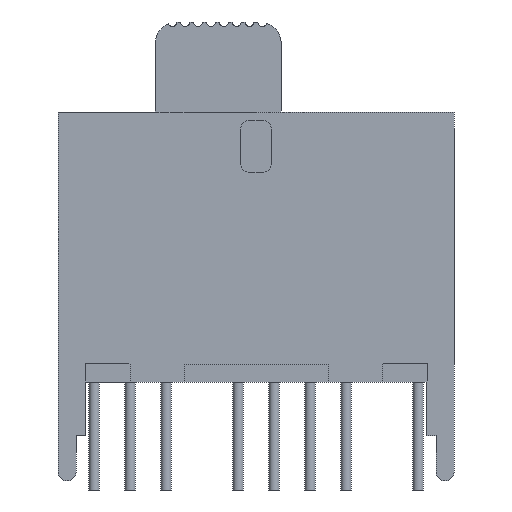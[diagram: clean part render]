
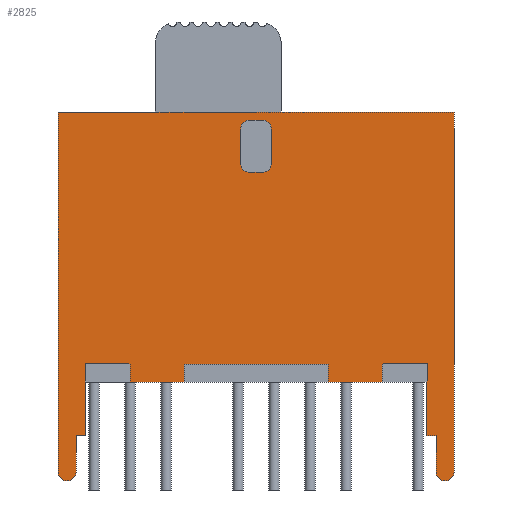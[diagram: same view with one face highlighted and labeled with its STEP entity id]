
A CAD part, front view. The second image highlights one B-rep face of the part: STEP entity #2825.
In plain terms, the highlighted planar face has unit normal (0, -1, 0).
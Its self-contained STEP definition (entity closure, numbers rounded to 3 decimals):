
#97=FACE_BOUND('',#422,.T.);
#108=CIRCLE('',#3011,0.5);
#112=CIRCLE('',#3018,0.5);
#113=CIRCLE('',#3021,0.5);
#114=CIRCLE('',#3023,0.5);
#127=CIRCLE('',#3060,0.5);
#128=CIRCLE('',#3061,0.5);
#241=FACE_OUTER_BOUND('',#421,.T.);
#421=EDGE_LOOP('',(#2111,#2112,#2113,#2114,#2115,#2116,#2117,#2118,#2119,
#2120,#2121,#2122,#2123,#2124,#2125,#2126,#2127,#2128,#2129,#2130,#2131,
#2132));
#422=EDGE_LOOP('',(#2133,#2134,#2135,#2136,#2137,#2138,#2139,#2140));
#608=LINE('',#4193,#924);
#631=LINE('',#4239,#947);
#642=LINE('',#4272,#958);
#647=LINE('',#4283,#963);
#666=LINE('',#4343,#982);
#667=LINE('',#4345,#983);
#694=LINE('',#4412,#1010);
#695=LINE('',#4414,#1011);
#696=LINE('',#4416,#1012);
#697=LINE('',#4417,#1013);
#698=LINE('',#4419,#1014);
#699=LINE('',#4421,#1015);
#700=LINE('',#4423,#1016);
#701=LINE('',#4425,#1017);
#702=LINE('',#4427,#1018);
#703=LINE('',#4429,#1019);
#704=LINE('',#4430,#1020);
#705=LINE('',#4432,#1021);
#706=LINE('',#4434,#1022);
#707=LINE('',#4436,#1023);
#708=LINE('',#4438,#1024);
#709=LINE('',#4442,#1025);
#710=LINE('',#4444,#1026);
#711=LINE('',#4445,#1027);
#924=VECTOR('',#3336,10.);
#947=VECTOR('',#3375,10.);
#958=VECTOR('',#3404,10.);
#963=VECTOR('',#3415,10.);
#982=VECTOR('',#3480,10.);
#983=VECTOR('',#3483,10.);
#1010=VECTOR('',#3544,10.);
#1011=VECTOR('',#3545,10.);
#1012=VECTOR('',#3546,10.);
#1013=VECTOR('',#3547,10.);
#1014=VECTOR('',#3548,10.);
#1015=VECTOR('',#3549,10.);
#1016=VECTOR('',#3550,10.);
#1017=VECTOR('',#3551,10.);
#1018=VECTOR('',#3552,10.);
#1019=VECTOR('',#3553,10.);
#1020=VECTOR('',#3554,10.);
#1021=VECTOR('',#3555,10.);
#1022=VECTOR('',#3556,10.);
#1023=VECTOR('',#3557,10.);
#1024=VECTOR('',#3558,10.);
#1025=VECTOR('',#3561,10.);
#1026=VECTOR('',#3562,10.);
#1027=VECTOR('',#3563,10.);
#1224=VERTEX_POINT('',#4190);
#1225=VERTEX_POINT('',#4192);
#1239=VERTEX_POINT('',#4236);
#1240=VERTEX_POINT('',#4238);
#1245=VERTEX_POINT('',#4251);
#1246=VERTEX_POINT('',#4253);
#1253=VERTEX_POINT('',#4271);
#1254=VERTEX_POINT('',#4275);
#1255=VERTEX_POINT('',#4277);
#1256=VERTEX_POINT('',#4281);
#1257=VERTEX_POINT('',#4285);
#1258=VERTEX_POINT('',#4289);
#1295=VERTEX_POINT('',#4408);
#1296=VERTEX_POINT('',#4409);
#1297=VERTEX_POINT('',#4411);
#1298=VERTEX_POINT('',#4413);
#1299=VERTEX_POINT('',#4415);
#1300=VERTEX_POINT('',#4418);
#1301=VERTEX_POINT('',#4420);
#1302=VERTEX_POINT('',#4422);
#1303=VERTEX_POINT('',#4424);
#1304=VERTEX_POINT('',#4426);
#1305=VERTEX_POINT('',#4428);
#1306=VERTEX_POINT('',#4431);
#1307=VERTEX_POINT('',#4433);
#1308=VERTEX_POINT('',#4435);
#1309=VERTEX_POINT('',#4437);
#1310=VERTEX_POINT('',#4439);
#1311=VERTEX_POINT('',#4441);
#1312=VERTEX_POINT('',#4443);
#1501=EDGE_CURVE('',#1224,#1225,#608,.T.);
#1525=EDGE_CURVE('',#1239,#1240,#631,.T.);
#1532=EDGE_CURVE('',#1245,#1246,#108,.T.);
#1541=EDGE_CURVE('',#1253,#1246,#642,.T.);
#1544=EDGE_CURVE('',#1254,#1255,#112,.T.);
#1547=EDGE_CURVE('',#1254,#1256,#647,.T.);
#1548=EDGE_CURVE('',#1253,#1257,#113,.T.);
#1551=EDGE_CURVE('',#1258,#1256,#114,.T.);
#1576=EDGE_CURVE('',#1245,#1255,#666,.T.);
#1577=EDGE_CURVE('',#1258,#1257,#667,.T.);
#1608=EDGE_CURVE('',#1295,#1296,#127,.T.);
#1609=EDGE_CURVE('',#1297,#1295,#694,.T.);
#1610=EDGE_CURVE('',#1298,#1297,#695,.T.);
#1611=EDGE_CURVE('',#1299,#1298,#696,.T.);
#1612=EDGE_CURVE('',#1299,#1225,#697,.T.);
#1613=EDGE_CURVE('',#1300,#1224,#698,.T.);
#1614=EDGE_CURVE('',#1301,#1300,#699,.T.);
#1615=EDGE_CURVE('',#1302,#1301,#700,.T.);
#1616=EDGE_CURVE('',#1303,#1302,#701,.T.);
#1617=EDGE_CURVE('',#1304,#1303,#702,.T.);
#1618=EDGE_CURVE('',#1305,#1304,#703,.T.);
#1619=EDGE_CURVE('',#1240,#1305,#704,.T.);
#1620=EDGE_CURVE('',#1306,#1239,#705,.T.);
#1621=EDGE_CURVE('',#1306,#1307,#706,.T.);
#1622=EDGE_CURVE('',#1308,#1307,#707,.T.);
#1623=EDGE_CURVE('',#1308,#1309,#708,.T.);
#1624=EDGE_CURVE('',#1310,#1309,#128,.T.);
#1625=EDGE_CURVE('',#1310,#1311,#709,.T.);
#1626=EDGE_CURVE('',#1311,#1312,#710,.T.);
#1627=EDGE_CURVE('',#1296,#1312,#711,.T.);
#2111=ORIENTED_EDGE('',*,*,#1608,.F.);
#2112=ORIENTED_EDGE('',*,*,#1609,.F.);
#2113=ORIENTED_EDGE('',*,*,#1610,.F.);
#2114=ORIENTED_EDGE('',*,*,#1611,.F.);
#2115=ORIENTED_EDGE('',*,*,#1612,.T.);
#2116=ORIENTED_EDGE('',*,*,#1501,.F.);
#2117=ORIENTED_EDGE('',*,*,#1613,.F.);
#2118=ORIENTED_EDGE('',*,*,#1614,.F.);
#2119=ORIENTED_EDGE('',*,*,#1615,.F.);
#2120=ORIENTED_EDGE('',*,*,#1616,.F.);
#2121=ORIENTED_EDGE('',*,*,#1617,.F.);
#2122=ORIENTED_EDGE('',*,*,#1618,.F.);
#2123=ORIENTED_EDGE('',*,*,#1619,.F.);
#2124=ORIENTED_EDGE('',*,*,#1525,.F.);
#2125=ORIENTED_EDGE('',*,*,#1620,.F.);
#2126=ORIENTED_EDGE('',*,*,#1621,.T.);
#2127=ORIENTED_EDGE('',*,*,#1622,.F.);
#2128=ORIENTED_EDGE('',*,*,#1623,.T.);
#2129=ORIENTED_EDGE('',*,*,#1624,.F.);
#2130=ORIENTED_EDGE('',*,*,#1625,.T.);
#2131=ORIENTED_EDGE('',*,*,#1626,.T.);
#2132=ORIENTED_EDGE('',*,*,#1627,.F.);
#2133=ORIENTED_EDGE('',*,*,#1547,.T.);
#2134=ORIENTED_EDGE('',*,*,#1551,.F.);
#2135=ORIENTED_EDGE('',*,*,#1577,.T.);
#2136=ORIENTED_EDGE('',*,*,#1548,.F.);
#2137=ORIENTED_EDGE('',*,*,#1541,.T.);
#2138=ORIENTED_EDGE('',*,*,#1532,.F.);
#2139=ORIENTED_EDGE('',*,*,#1576,.T.);
#2140=ORIENTED_EDGE('',*,*,#1544,.F.);
#2676=PLANE('',#3059);
#2825=ADVANCED_FACE('',(#241,#97),#2676,.F.);
#3011=AXIS2_PLACEMENT_3D('',#4254,#3387,#3388);
#3018=AXIS2_PLACEMENT_3D('',#4278,#3409,#3410);
#3021=AXIS2_PLACEMENT_3D('',#4286,#3418,#3419);
#3023=AXIS2_PLACEMENT_3D('',#4291,#3424,#3425);
#3059=AXIS2_PLACEMENT_3D('',#4407,#3540,#3541);
#3060=AXIS2_PLACEMENT_3D('',#4410,#3542,#3543);
#3061=AXIS2_PLACEMENT_3D('',#4440,#3559,#3560);
#3336=DIRECTION('',(-1.,0.,0.));
#3375=DIRECTION('',(-1.,0.,0.));
#3387=DIRECTION('center_axis',(0.,-1.,0.));
#3388=DIRECTION('ref_axis',(0.707,0.,-0.707));
#3404=DIRECTION('',(0.,0.,-1.));
#3409=DIRECTION('center_axis',(0.,-1.,0.));
#3410=DIRECTION('ref_axis',(-0.707,0.,-0.707));
#3415=DIRECTION('',(0.,0.,1.));
#3418=DIRECTION('center_axis',(0.,-1.,0.));
#3419=DIRECTION('ref_axis',(0.707,0.,0.707));
#3424=DIRECTION('center_axis',(0.,-1.,0.));
#3425=DIRECTION('ref_axis',(-0.707,0.,0.707));
#3480=DIRECTION('',(-1.,0.,0.));
#3483=DIRECTION('',(1.,0.,0.));
#3540=DIRECTION('center_axis',(0.,1.,0.));
#3541=DIRECTION('ref_axis',(1.,0.,0.));
#3542=DIRECTION('center_axis',(0.,1.,0.));
#3543=DIRECTION('ref_axis',(-0.707,0.,-0.707));
#3544=DIRECTION('',(0.,0.,-1.));
#3545=DIRECTION('',(-1.,0.,0.));
#3546=DIRECTION('',(0.,0.,-1.));
#3547=DIRECTION('',(0.,0.,1.));
#3548=DIRECTION('',(0.,0.,1.));
#3549=DIRECTION('',(-1.,0.,0.));
#3550=DIRECTION('',(0.,0.,-1.));
#3551=DIRECTION('',(-1.,0.,0.));
#3552=DIRECTION('',(0.,0.,1.));
#3553=DIRECTION('',(-1.,0.,0.));
#3554=DIRECTION('',(0.,0.,-1.));
#3555=DIRECTION('',(0.,0.,1.));
#3556=DIRECTION('',(0.,0.,-1.));
#3557=DIRECTION('',(-1.,0.,0.));
#3558=DIRECTION('',(0.,0.,-1.));
#3559=DIRECTION('center_axis',(0.,1.,0.));
#3560=DIRECTION('ref_axis',(-0.707,0.,-0.707));
#3561=DIRECTION('',(0.,0.,1.));
#3562=DIRECTION('',(-1.,0.,0.));
#3563=DIRECTION('',(0.,0.,1.));
#4190=CARTESIAN_POINT('',(4.,0.,7.));
#4192=CARTESIAN_POINT('',(1.5,0.,7.));
#4193=CARTESIAN_POINT('',(4.,0.,7.));
#4236=CARTESIAN_POINT('',(20.5,0.,7.));
#4238=CARTESIAN_POINT('',(18.,0.,7.));
#4239=CARTESIAN_POINT('',(20.5,0.,7.));
#4251=CARTESIAN_POINT('',(11.35,0.,17.65));
#4253=CARTESIAN_POINT('',(11.85,0.,18.15));
#4254=CARTESIAN_POINT('Origin',(11.35,0.,18.15));
#4271=CARTESIAN_POINT('',(11.85,0.,20.05));
#4272=CARTESIAN_POINT('',(11.85,0.,15.65));
#4275=CARTESIAN_POINT('',(10.15,0.,18.15));
#4277=CARTESIAN_POINT('',(10.65,0.,17.65));
#4278=CARTESIAN_POINT('Origin',(10.65,0.,18.15));
#4281=CARTESIAN_POINT('',(10.15,0.,20.05));
#4283=CARTESIAN_POINT('',(10.15,0.,14.2));
#4285=CARTESIAN_POINT('',(11.35,0.,20.55));
#4286=CARTESIAN_POINT('Origin',(11.35,0.,20.05));
#4289=CARTESIAN_POINT('',(10.65,0.,20.55));
#4291=CARTESIAN_POINT('Origin',(10.65,0.,20.05));
#4343=CARTESIAN_POINT('',(11.425,0.,17.65));
#4345=CARTESIAN_POINT('',(10.575,0.,20.55));
#4407=CARTESIAN_POINT('Origin',(11.,0.,10.75));
#4408=CARTESIAN_POINT('',(1.,0.,1.));
#4409=CARTESIAN_POINT('',(0.,0.,1.));
#4410=CARTESIAN_POINT('Origin',(0.5,0.,1.));
#4411=CARTESIAN_POINT('',(1.,0.,3.));
#4412=CARTESIAN_POINT('',(1.,0.,3.));
#4413=CARTESIAN_POINT('',(1.5,0.,3.));
#4414=CARTESIAN_POINT('',(1.5,0.,3.));
#4415=CARTESIAN_POINT('',(1.5,0.,6.));
#4416=CARTESIAN_POINT('',(1.5,0.,6.));
#4417=CARTESIAN_POINT('',(1.5,0.,6.));
#4418=CARTESIAN_POINT('',(4.,0.,6.));
#4419=CARTESIAN_POINT('',(4.,0.,6.));
#4420=CARTESIAN_POINT('',(7.,0.,6.));
#4421=CARTESIAN_POINT('',(7.,0.,6.));
#4422=CARTESIAN_POINT('',(7.,0.,7.));
#4423=CARTESIAN_POINT('',(7.,0.,7.));
#4424=CARTESIAN_POINT('',(15.,0.,7.));
#4425=CARTESIAN_POINT('',(15.,0.,7.));
#4426=CARTESIAN_POINT('',(15.,0.,6.));
#4427=CARTESIAN_POINT('',(15.,0.,6.));
#4428=CARTESIAN_POINT('',(18.,0.,6.));
#4429=CARTESIAN_POINT('',(18.,0.,6.));
#4430=CARTESIAN_POINT('',(18.,0.,7.));
#4431=CARTESIAN_POINT('',(20.5,0.,6.));
#4432=CARTESIAN_POINT('',(20.5,0.,6.));
#4433=CARTESIAN_POINT('',(20.5,0.,3.));
#4434=CARTESIAN_POINT('',(20.5,0.,6.));
#4435=CARTESIAN_POINT('',(21.,0.,3.));
#4436=CARTESIAN_POINT('',(21.,0.,3.));
#4437=CARTESIAN_POINT('',(21.,0.,1.));
#4438=CARTESIAN_POINT('',(21.,0.,3.));
#4439=CARTESIAN_POINT('',(22.,0.,1.));
#4440=CARTESIAN_POINT('Origin',(21.5,0.,1.));
#4441=CARTESIAN_POINT('',(22.,0.,21.));
#4442=CARTESIAN_POINT('',(22.,0.,3.));
#4443=CARTESIAN_POINT('',(0.,0.,21.));
#4444=CARTESIAN_POINT('',(22.,0.,21.));
#4445=CARTESIAN_POINT('',(0.,0.,0.5));
